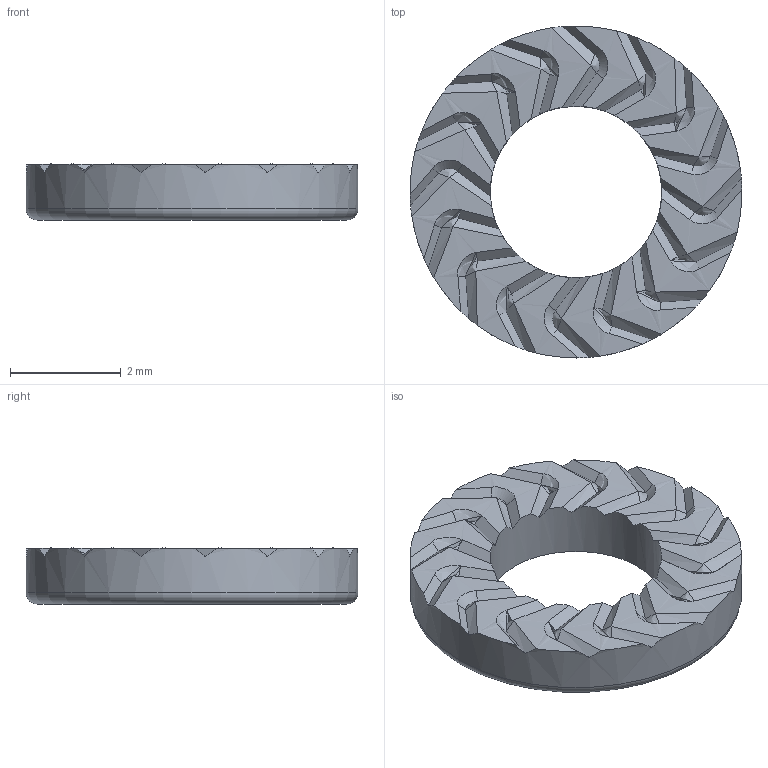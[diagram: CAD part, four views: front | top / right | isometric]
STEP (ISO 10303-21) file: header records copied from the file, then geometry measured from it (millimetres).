
FILE_DESCRIPTION(('STEP AP214'),'1');
FILE_NAME('070905_NSK E3_Muster_flach.stp','2019-10-29T12:50:12',(' '),(' '),'Spatial InterOp 3D',' ',' ');
FILE_SCHEMA(('AUTOMOTIVE_DESIGN { 1 0 10303 214 1 1 1 1 }'));
Length unit declared in the file: metre
Products named in the file (1): 1572356887
Bounding box: 6 x 6 x 1.01 mm (x, y, z)
Volume: 19.9 mm3; surface area: 70.2 mm2
Topology: 1 solids, 1 shells, 116 faces, 312 edges, 197 vertices
Faces by surface type: plane 81, bspline 32, cylinder 2, torus 1
Full cylindrical faces by diameter (mm): 3.1 x1, 6 x1
Entity records: 4815 total; most frequent: CARTESIAN_POINT 1227, ORIENTED_EDGE 614, DIRECTION 464, EDGE_CURVE 307, VERTEX_POINT 195, AXIS2_PLACEMENT_3D 184, EDGE_LOOP 120, FACE_OUTER_BOUND 119
